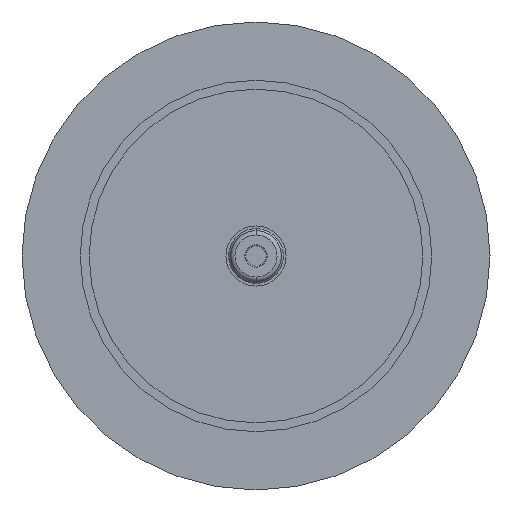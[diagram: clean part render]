
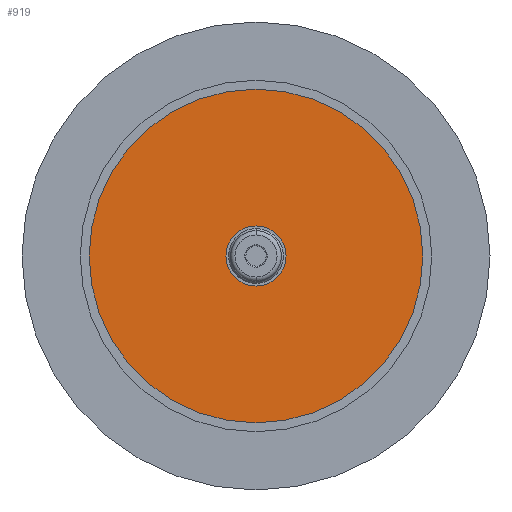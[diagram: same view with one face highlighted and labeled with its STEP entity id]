
A CAD part, front view. The second image highlights one B-rep face of the part: STEP entity #919.
In plain terms, the highlighted planar face has unit normal (0, -1, 0).
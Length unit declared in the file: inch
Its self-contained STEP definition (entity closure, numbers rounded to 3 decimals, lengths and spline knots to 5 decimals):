
#98 = AXIS2_PLACEMENT_3D ( 'NONE', #713, #723, #724 ) ;
#233 = EDGE_CURVE ( 'NONE', #1578, #1579, #1329, .T. ) ;
#241 = EDGE_CURVE ( 'NONE', #1588, #1589, #1317, .T. ) ;
#256 = EDGE_CURVE ( 'NONE', #1579, #1578, #1297, .T. ) ;
#257 = EDGE_CURVE ( 'NONE', #1589, #1588, #1291, .T. ) ;
#264 = DIRECTION ( 'NONE',  ( 0., 1., 0. ) ) ;
#265 = CARTESIAN_POINT ( 'NONE',  ( 0.03148, -0.05694, 0.02545 ) ) ;
#268 = DIRECTION ( 'NONE',  ( 0., 1., 0. ) ) ;
#280 = DIRECTION ( 'NONE',  ( 0., 0., 1. ) ) ;
#285 = CARTESIAN_POINT ( 'NONE',  ( 0.03148, -0.05694, 0.02545 ) ) ;
#385 = AXIS2_PLACEMENT_3D ( 'NONE', #285, #268, #280 ) ;
#389 = AXIS2_PLACEMENT_3D ( 'NONE', #265, #264, #1009 ) ;
#398 = AXIS2_PLACEMENT_3D ( 'NONE', #823, #822, #821 ) ;
#399 = AXIS2_PLACEMENT_3D ( 'NONE', #851, #848, #849 ) ;
#594 = CARTESIAN_POINT ( 'NONE',  ( 0.03148, -0.05694, -0.11305 ) ) ;
#595 = CARTESIAN_POINT ( 'NONE',  ( 0.03148, -0.05694, 0.16395 ) ) ;
#604 = CARTESIAN_POINT ( 'NONE',  ( 0.03148, -0.05694, 0.79545 ) ) ;
#605 = CARTESIAN_POINT ( 'NONE',  ( 0.03148, -0.05694, -0.74455 ) ) ;
#713 = CARTESIAN_POINT ( 'NONE',  ( -0.73852, -0.05694, 0.02545 ) ) ;
#721 = PLANE ( 'NONE',  #98 ) ;
#723 = DIRECTION ( 'NONE',  ( 0., -1., 0. ) ) ;
#724 = DIRECTION ( 'NONE',  ( 0., 0., -1. ) ) ;
#821 = DIRECTION ( 'NONE',  ( 0., 0., 1. ) ) ;
#822 = DIRECTION ( 'NONE',  ( 0., 1., 0. ) ) ;
#823 = CARTESIAN_POINT ( 'NONE',  ( 0.03148, -0.05694, 0.02545 ) ) ;
#848 = DIRECTION ( 'NONE',  ( 0., 1., 0. ) ) ;
#849 = DIRECTION ( 'NONE',  ( 0., 0., 1. ) ) ;
#851 = CARTESIAN_POINT ( 'NONE',  ( 0.03148, -0.05694, 0.02545 ) ) ;
#919 = ADVANCED_FACE ( 'NONE', ( #1137, #1134 ), #721, .T. ) ;
#1009 = DIRECTION ( 'NONE',  ( 0., 0., 1. ) ) ;
#1134 = FACE_OUTER_BOUND ( 'NONE', #1768, .T. ) ;
#1137 = FACE_BOUND ( 'NONE', #1782, .T. ) ;
#1291 = CIRCLE ( 'NONE', #399, 0.77 ) ;
#1297 = CIRCLE ( 'NONE', #398, 0.1385 ) ;
#1317 = CIRCLE ( 'NONE', #389, 0.77 ) ;
#1329 = CIRCLE ( 'NONE', #385, 0.1385 ) ;
#1578 = VERTEX_POINT ( 'NONE', #594 ) ;
#1579 = VERTEX_POINT ( 'NONE', #595 ) ;
#1588 = VERTEX_POINT ( 'NONE', #604 ) ;
#1589 = VERTEX_POINT ( 'NONE', #605 ) ;
#1660 = ORIENTED_EDGE ( 'NONE', *, *, #256, .T. ) ;
#1661 = ORIENTED_EDGE ( 'NONE', *, *, #233, .T. ) ;
#1662 = ORIENTED_EDGE ( 'NONE', *, *, #241, .F. ) ;
#1663 = ORIENTED_EDGE ( 'NONE', *, *, #257, .F. ) ;
#1768 = EDGE_LOOP ( 'NONE', ( #1662, #1663 ) ) ;
#1782 = EDGE_LOOP ( 'NONE', ( #1660, #1661 ) ) ;
